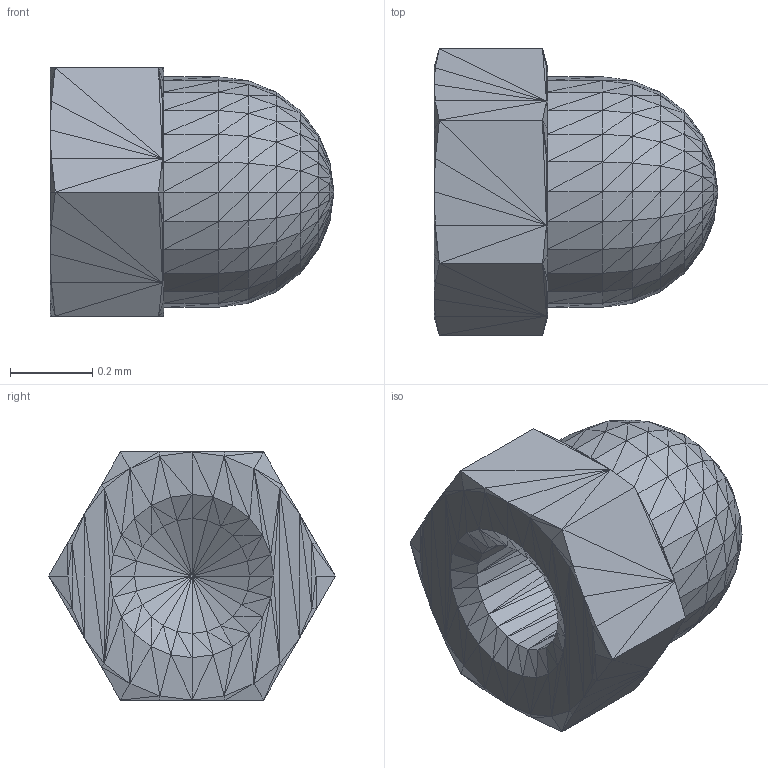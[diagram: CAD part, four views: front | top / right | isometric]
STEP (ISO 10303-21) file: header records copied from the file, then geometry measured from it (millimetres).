
FILE_DESCRIPTION(('FreeCAD Model'),'2;1');
FILE_NAME('Open CASCADE Shape Model','2024-03-25T00:57:36',('Author'),( ''),'Open CASCADE STEP processor 7.6','FreeCAD','Unknown');
FILE_SCHEMA(('AUTOMOTIVE_DESIGN { 1 0 10303 214 1 1 1 1 }'));
Length unit declared in the file: millimetre
Products named in the file (1): Cap_nuts5_mediumshape_fraunhofer002 (Solid)
Bounding box: 0.69 x 0.7 x 0.6 mm (x, y, z)
Volume: 0.1 mm3; surface area: 2.1 mm2
Topology: 1 solids, 1 shells, 648 faces, 972 edges, 326 vertices
Faces by surface type: plane 648
Entity records: 25305 total; most frequent: DIRECTION 4214, CARTESIAN_POINT 3891, LINE 2916, VECTOR 2916, ORIENTED_EDGE 1944, PCURVE 1944, DEFINITIONAL_REPRESENTATION 1944, EDGE_CURVE 972
